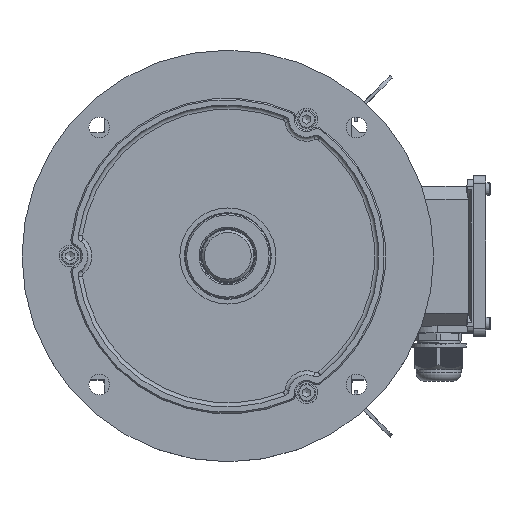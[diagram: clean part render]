
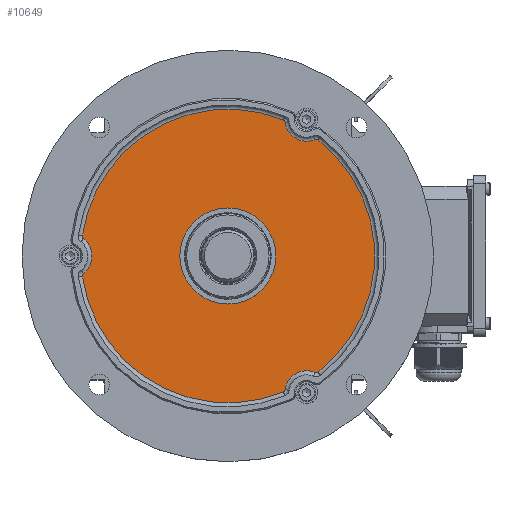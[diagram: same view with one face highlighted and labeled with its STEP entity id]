
A CAD part, top view. The second image highlights one B-rep face of the part: STEP entity #10649.
In plain terms, the highlighted planar face has unit normal (0, 0, 1).
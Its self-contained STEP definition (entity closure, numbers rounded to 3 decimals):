
#1984=FACE_BOUND('',#22344,.T.);
#1985=FACE_BOUND('',#22345,.T.);
#4024=PLANE('',#99555);
#10649=ADVANCED_FACE('',(#1984,#1985),#4024,.F.);
#22344=EDGE_LOOP('',(#58476));
#22345=EDGE_LOOP('',(#58477,#58478,#58479,#58480,#58481,#58482,#58483,#58484,
#58485,#58486,#58487,#58488));
#58476=ORIENTED_EDGE('',*,*,#85349,.F.);
#58477=ORIENTED_EDGE('',*,*,#85350,.T.);
#58478=ORIENTED_EDGE('',*,*,#85351,.T.);
#58479=ORIENTED_EDGE('',*,*,#85345,.T.);
#58480=ORIENTED_EDGE('',*,*,#85352,.T.);
#58481=ORIENTED_EDGE('',*,*,#85353,.T.);
#58482=ORIENTED_EDGE('',*,*,#85354,.T.);
#58483=ORIENTED_EDGE('',*,*,#85343,.T.);
#58484=ORIENTED_EDGE('',*,*,#85355,.T.);
#58485=ORIENTED_EDGE('',*,*,#85356,.T.);
#58486=ORIENTED_EDGE('',*,*,#85357,.T.);
#58487=ORIENTED_EDGE('',*,*,#85340,.T.);
#58488=ORIENTED_EDGE('',*,*,#85358,.T.);
#73286=VERTEX_POINT('',#154007);
#73287=VERTEX_POINT('',#154009);
#73288=VERTEX_POINT('',#154013);
#73289=VERTEX_POINT('',#154015);
#73290=VERTEX_POINT('',#154019);
#73291=VERTEX_POINT('',#154020);
#73294=VERTEX_POINT('',#154028);
#73295=VERTEX_POINT('',#154030);
#73296=VERTEX_POINT('',#154031);
#73297=VERTEX_POINT('',#154034);
#73298=VERTEX_POINT('',#154036);
#73299=VERTEX_POINT('',#154039);
#73300=VERTEX_POINT('',#154041);
#85340=EDGE_CURVE('',#73287,#73286,#92578,.T.);
#85343=EDGE_CURVE('',#73289,#73288,#92581,.T.);
#85345=EDGE_CURVE('',#73290,#73291,#92583,.T.);
#85349=EDGE_CURVE('',#73294,#73294,#92587,.T.);
#85350=EDGE_CURVE('',#73295,#73296,#92588,.T.);
#85351=EDGE_CURVE('',#73296,#73290,#92589,.T.);
#85352=EDGE_CURVE('',#73291,#73297,#92590,.T.);
#85353=EDGE_CURVE('',#73297,#73298,#92591,.T.);
#85354=EDGE_CURVE('',#73298,#73289,#92592,.T.);
#85355=EDGE_CURVE('',#73288,#73299,#92593,.T.);
#85356=EDGE_CURVE('',#73299,#73300,#92594,.T.);
#85357=EDGE_CURVE('',#73300,#73287,#92595,.T.);
#85358=EDGE_CURVE('',#73286,#73295,#92596,.T.);
#92578=CIRCLE('',#99533,107.);
#92581=CIRCLE('',#99537,107.);
#92583=CIRCLE('',#99540,107.);
#92587=CIRCLE('',#99545,35.);
#92588=CIRCLE('',#99546,16.);
#92589=CIRCLE('',#99547,2.);
#92590=CIRCLE('',#99548,2.);
#92591=CIRCLE('',#99549,16.);
#92592=CIRCLE('',#99550,2.);
#92593=CIRCLE('',#99551,2.);
#92594=CIRCLE('',#99552,16.);
#92595=CIRCLE('',#99553,2.);
#92596=CIRCLE('',#99554,2.);
#99533=AXIS2_PLACEMENT_3D('',#154008,#119906,#119907);
#99537=AXIS2_PLACEMENT_3D('',#154014,#119914,#119915);
#99540=AXIS2_PLACEMENT_3D('',#154018,#119920,#119921);
#99545=AXIS2_PLACEMENT_3D('',#154027,#119930,#119931);
#99546=AXIS2_PLACEMENT_3D('',#154029,#119932,#119933);
#99547=AXIS2_PLACEMENT_3D('',#154032,#119934,#119935);
#99548=AXIS2_PLACEMENT_3D('',#154033,#119936,#119937);
#99549=AXIS2_PLACEMENT_3D('',#154035,#119938,#119939);
#99550=AXIS2_PLACEMENT_3D('',#154037,#119940,#119941);
#99551=AXIS2_PLACEMENT_3D('',#154038,#119942,#119943);
#99552=AXIS2_PLACEMENT_3D('',#154040,#119944,#119945);
#99553=AXIS2_PLACEMENT_3D('',#154042,#119946,#119947);
#99554=AXIS2_PLACEMENT_3D('',#154043,#119948,#119949);
#99555=AXIS2_PLACEMENT_3D('',#154044,#119950,#119951);
#119906=DIRECTION('',(0.,0.,1.));
#119907=DIRECTION('',(0.,-1.,0.));
#119914=DIRECTION('',(0.,0.,1.));
#119915=DIRECTION('',(0.,-1.,0.));
#119920=DIRECTION('',(0.,0.,1.));
#119921=DIRECTION('',(0.,-1.,0.));
#119930=DIRECTION('',(0.,0.,1.));
#119931=DIRECTION('',(0.,-1.,0.));
#119932=DIRECTION('',(0.,0.,-1.));
#119933=DIRECTION('',(0.,1.,0.));
#119934=DIRECTION('',(0.,0.,1.));
#119935=DIRECTION('',(0.,1.,0.));
#119936=DIRECTION('',(0.,0.,1.));
#119937=DIRECTION('',(0.,1.,0.));
#119938=DIRECTION('',(0.,0.,-1.));
#119939=DIRECTION('',(0.,1.,0.));
#119940=DIRECTION('',(0.,0.,1.));
#119941=DIRECTION('',(0.,1.,0.));
#119942=DIRECTION('',(0.,0.,1.));
#119943=DIRECTION('',(0.,1.,0.));
#119944=DIRECTION('',(0.,0.,-1.));
#119945=DIRECTION('',(0.,1.,0.));
#119946=DIRECTION('',(0.,0.,1.));
#119947=DIRECTION('',(0.,1.,0.));
#119948=DIRECTION('',(0.,0.,1.));
#119949=DIRECTION('',(0.,1.,0.));
#119950=DIRECTION('',(0.,0.,-1.));
#119951=DIRECTION('',(0.,1.,0.));
#154007=CARTESIAN_POINT('',(-106.008,14.54,277.));
#154008=CARTESIAN_POINT('',(0.,0.,277.));
#154009=CARTESIAN_POINT('',(40.412,99.075,277.));
#154013=CARTESIAN_POINT('',(65.596,84.535,277.));
#154014=CARTESIAN_POINT('',(0.,0.,277.));
#154015=CARTESIAN_POINT('',(65.595,-84.535,277.));
#154018=CARTESIAN_POINT('',(0.,0.,277.));
#154019=CARTESIAN_POINT('',(-106.008,-14.54,277.));
#154020=CARTESIAN_POINT('',(40.412,-99.075,277.));
#154027=CARTESIAN_POINT('',(0.,0.,277.));
#154028=CARTESIAN_POINT('',(0.,-35.,277.));
#154029=CARTESIAN_POINT('',(-115.,0.,277.));
#154030=CARTESIAN_POINT('',(-105.245,12.683,277.));
#154031=CARTESIAN_POINT('',(-105.245,-12.683,277.));
#154032=CARTESIAN_POINT('',(-104.026,-14.268,277.));
#154033=CARTESIAN_POINT('',(39.657,-97.223,277.));
#154034=CARTESIAN_POINT('',(41.639,-97.486,277.));
#154035=CARTESIAN_POINT('',(57.5,-99.593,277.));
#154036=CARTESIAN_POINT('',(63.606,-84.804,277.));
#154037=CARTESIAN_POINT('',(64.369,-82.955,277.));
#154038=CARTESIAN_POINT('',(64.369,82.955,277.));
#154039=CARTESIAN_POINT('',(63.606,84.804,277.));
#154040=CARTESIAN_POINT('',(57.5,99.593,277.));
#154041=CARTESIAN_POINT('',(41.639,97.486,277.));
#154042=CARTESIAN_POINT('',(39.657,97.223,277.));
#154043=CARTESIAN_POINT('',(-104.026,14.268,277.));
#154044=CARTESIAN_POINT('',(107.,0.,277.));
